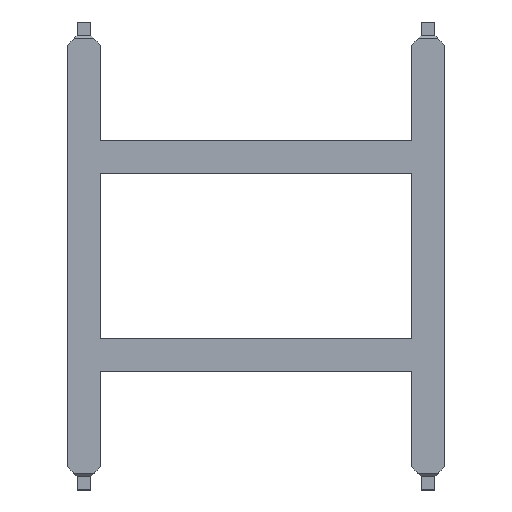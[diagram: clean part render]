
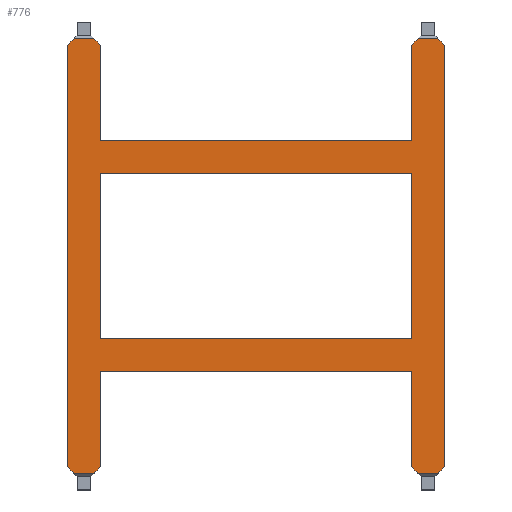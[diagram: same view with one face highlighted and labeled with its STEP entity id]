
A CAD part, top view. The second image highlights one B-rep face of the part: STEP entity #776.
In plain terms, the highlighted planar face has unit normal (0, 0, 1).
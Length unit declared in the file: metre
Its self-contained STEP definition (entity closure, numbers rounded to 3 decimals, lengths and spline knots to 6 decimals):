
#20=ORIENTED_EDGE('',*,*,#244,.F.);
#21=ORIENTED_EDGE('',*,*,#245,.T.);
#22=ORIENTED_EDGE('',*,*,#246,.F.);
#23=ORIENTED_EDGE('',*,*,#247,.T.);
#24=ORIENTED_EDGE('',*,*,#248,.F.);
#25=ORIENTED_EDGE('',*,*,#249,.T.);
#26=ORIENTED_EDGE('',*,*,#250,.F.);
#27=ORIENTED_EDGE('',*,*,#251,.F.);
#28=ORIENTED_EDGE('',*,*,#252,.F.);
#29=ORIENTED_EDGE('',*,*,#253,.T.);
#30=ORIENTED_EDGE('',*,*,#254,.T.);
#31=ORIENTED_EDGE('',*,*,#255,.F.);
#32=ORIENTED_EDGE('',*,*,#256,.T.);
#33=ORIENTED_EDGE('',*,*,#257,.T.);
#34=ORIENTED_EDGE('',*,*,#258,.F.);
#35=ORIENTED_EDGE('',*,*,#259,.T.);
#36=ORIENTED_EDGE('',*,*,#260,.T.);
#37=ORIENTED_EDGE('',*,*,#261,.F.);
#38=ORIENTED_EDGE('',*,*,#262,.F.);
#39=ORIENTED_EDGE('',*,*,#263,.T.);
#40=ORIENTED_EDGE('',*,*,#264,.F.);
#41=ORIENTED_EDGE('',*,*,#265,.F.);
#42=ORIENTED_EDGE('',*,*,#266,.T.);
#43=ORIENTED_EDGE('',*,*,#267,.T.);
#244=EDGE_CURVE('',#356,#357,#428,.T.);
#245=EDGE_CURVE('',#356,#358,#429,.T.);
#246=EDGE_CURVE('',#359,#358,#430,.T.);
#247=EDGE_CURVE('',#359,#357,#431,.T.);
#248=EDGE_CURVE('',#360,#361,#432,.T.);
#249=EDGE_CURVE('',#360,#362,#433,.T.);
#250=EDGE_CURVE('',#363,#362,#434,.T.);
#251=EDGE_CURVE('',#364,#363,#435,.T.);
#252=EDGE_CURVE('',#365,#364,#436,.T.);
#253=EDGE_CURVE('',#365,#366,#437,.T.);
#254=EDGE_CURVE('',#366,#367,#438,.T.);
#255=EDGE_CURVE('',#368,#367,#439,.T.);
#256=EDGE_CURVE('',#368,#369,#440,.T.);
#257=EDGE_CURVE('',#369,#370,#441,.T.);
#258=EDGE_CURVE('',#371,#370,#442,.T.);
#259=EDGE_CURVE('',#371,#372,#443,.T.);
#260=EDGE_CURVE('',#372,#373,#444,.T.);
#261=EDGE_CURVE('',#374,#373,#445,.T.);
#262=EDGE_CURVE('',#375,#374,#446,.T.);
#263=EDGE_CURVE('',#375,#376,#447,.T.);
#264=EDGE_CURVE('',#377,#376,#448,.T.);
#265=EDGE_CURVE('',#378,#377,#449,.T.);
#266=EDGE_CURVE('',#378,#379,#450,.T.);
#267=EDGE_CURVE('',#379,#361,#451,.T.);
#356=VERTEX_POINT('',#1090);
#357=VERTEX_POINT('',#1091);
#358=VERTEX_POINT('',#1093);
#359=VERTEX_POINT('',#1095);
#360=VERTEX_POINT('',#1098);
#361=VERTEX_POINT('',#1099);
#362=VERTEX_POINT('',#1101);
#363=VERTEX_POINT('',#1103);
#364=VERTEX_POINT('',#1105);
#365=VERTEX_POINT('',#1107);
#366=VERTEX_POINT('',#1109);
#367=VERTEX_POINT('',#1111);
#368=VERTEX_POINT('',#1113);
#369=VERTEX_POINT('',#1115);
#370=VERTEX_POINT('',#1117);
#371=VERTEX_POINT('',#1119);
#372=VERTEX_POINT('',#1121);
#373=VERTEX_POINT('',#1123);
#374=VERTEX_POINT('',#1125);
#375=VERTEX_POINT('',#1127);
#376=VERTEX_POINT('',#1129);
#377=VERTEX_POINT('',#1131);
#378=VERTEX_POINT('',#1133);
#379=VERTEX_POINT('',#1135);
#428=LINE('',#1089,#540);
#429=LINE('',#1092,#541);
#430=LINE('',#1094,#542);
#431=LINE('',#1096,#543);
#432=LINE('',#1097,#544);
#433=LINE('',#1100,#545);
#434=LINE('',#1102,#546);
#435=LINE('',#1104,#547);
#436=LINE('',#1106,#548);
#437=LINE('',#1108,#549);
#438=LINE('',#1110,#550);
#439=LINE('',#1112,#551);
#440=LINE('',#1114,#552);
#441=LINE('',#1116,#553);
#442=LINE('',#1118,#554);
#443=LINE('',#1120,#555);
#444=LINE('',#1122,#556);
#445=LINE('',#1124,#557);
#446=LINE('',#1126,#558);
#447=LINE('',#1128,#559);
#448=LINE('',#1130,#560);
#449=LINE('',#1132,#561);
#450=LINE('',#1134,#562);
#451=LINE('',#1136,#563);
#540=VECTOR('',#887,1.);
#541=VECTOR('',#888,1.);
#542=VECTOR('',#889,1.);
#543=VECTOR('',#890,1.);
#544=VECTOR('',#891,1.);
#545=VECTOR('',#892,1.);
#546=VECTOR('',#893,1.);
#547=VECTOR('',#894,1.);
#548=VECTOR('',#895,1.);
#549=VECTOR('',#896,1.);
#550=VECTOR('',#897,1.);
#551=VECTOR('',#898,1.);
#552=VECTOR('',#899,1.);
#553=VECTOR('',#900,1.);
#554=VECTOR('',#901,1.);
#555=VECTOR('',#902,1.);
#556=VECTOR('',#903,1.);
#557=VECTOR('',#904,1.);
#558=VECTOR('',#905,1.);
#559=VECTOR('',#906,1.);
#560=VECTOR('',#907,1.);
#561=VECTOR('',#908,1.);
#562=VECTOR('',#909,1.);
#563=VECTOR('',#910,1.);
#646=EDGE_LOOP('',(#20,#21,#22,#23));
#647=EDGE_LOOP('',(#24,#25,#26,#27,#28,#29,#30,#31,#32,#33,#34,#35,#36,
#37,#38,#39,#40,#41,#42,#43));
#690=FACE_BOUND('',#646,.T.);
#691=FACE_BOUND('',#647,.T.);
#734=PLANE('',#831);
#776=ADVANCED_FACE('',(#690,#691),#734,.T.);
#831=AXIS2_PLACEMENT_3D('',#1088,#885,#886);
#885=DIRECTION('',(0.,0.,1.));
#886=DIRECTION('',(1.,0.,0.));
#887=DIRECTION('',(-1.,0.,0.));
#888=DIRECTION('',(0.,-1.,0.));
#889=DIRECTION('',(1.,0.,0.));
#890=DIRECTION('',(0.,1.,0.));
#891=DIRECTION('',(0.,-1.,0.));
#892=DIRECTION('',(-0.707,0.707,0.));
#893=DIRECTION('',(1.,0.,0.));
#894=DIRECTION('',(0.707,0.707,0.));
#895=DIRECTION('',(0.,1.,0.));
#896=DIRECTION('',(0.707,-0.707,0.));
#897=DIRECTION('',(1.,0.,0.));
#898=DIRECTION('',(-0.707,-0.707,0.));
#899=DIRECTION('',(0.,1.,0.));
#900=DIRECTION('',(1.,0.,0.));
#901=DIRECTION('',(0.,1.,0.));
#902=DIRECTION('',(0.707,-0.707,0.));
#903=DIRECTION('',(1.,0.,0.));
#904=DIRECTION('',(-0.707,-0.707,0.));
#905=DIRECTION('',(0.,-1.,0.));
#906=DIRECTION('',(-0.707,0.707,0.));
#907=DIRECTION('',(1.,0.,0.));
#908=DIRECTION('',(0.707,0.707,0.));
#909=DIRECTION('',(0.,-1.,0.));
#910=DIRECTION('',(-1.,0.,0.));
#1088=CARTESIAN_POINT('',(0.,0.,0.0014));
#1089=CARTESIAN_POINT('',(-0.00565,0.006,0.0014));
#1090=CARTESIAN_POINT('',(0.0113,0.006,0.0014));
#1091=CARTESIAN_POINT('',(-0.0113,0.006,0.0014));
#1092=CARTESIAN_POINT('',(0.0113,0.003,0.0014));
#1093=CARTESIAN_POINT('',(0.0113,-0.006,0.0014));
#1094=CARTESIAN_POINT('',(0.00565,-0.006,0.0014));
#1095=CARTESIAN_POINT('',(-0.0113,-0.006,0.0014));
#1096=CARTESIAN_POINT('',(-0.0113,-0.003,0.0014));
#1097=CARTESIAN_POINT('',(-0.0113,0.0127,0.0014));
#1098=CARTESIAN_POINT('',(-0.0113,0.0153,0.0014));
#1099=CARTESIAN_POINT('',(-0.0113,0.0084,0.0014));
#1100=CARTESIAN_POINT('',(-0.01165,0.01565,0.0014));
#1101=CARTESIAN_POINT('',(-0.0118,0.0158,0.0014));
#1102=CARTESIAN_POINT('',(-0.029999,0.0158,0.0014));
#1103=CARTESIAN_POINT('',(-0.0132,0.0158,0.0014));
#1104=CARTESIAN_POINT('',(-0.01335,0.01565,0.0014));
#1105=CARTESIAN_POINT('',(-0.0137,0.0153,0.0014));
#1106=CARTESIAN_POINT('',(-0.0137,0.0085,0.0014));
#1107=CARTESIAN_POINT('',(-0.0137,-0.0153,0.0014));
#1108=CARTESIAN_POINT('',(-0.01335,-0.01565,0.0014));
#1109=CARTESIAN_POINT('',(-0.0132,-0.0158,0.0014));
#1110=CARTESIAN_POINT('',(-0.029999,-0.0158,0.0014));
#1111=CARTESIAN_POINT('',(-0.0118,-0.0158,0.0014));
#1112=CARTESIAN_POINT('',(-0.01165,-0.01565,0.0014));
#1113=CARTESIAN_POINT('',(-0.0113,-0.0153,0.0014));
#1114=CARTESIAN_POINT('',(-0.0113,-0.0127,0.0014));
#1115=CARTESIAN_POINT('',(-0.0113,-0.0084,0.0014));
#1116=CARTESIAN_POINT('',(-0.00565,-0.0084,0.0014));
#1117=CARTESIAN_POINT('',(0.0113,-0.0084,0.0014));
#1118=CARTESIAN_POINT('',(0.0113,-0.0127,0.0014));
#1119=CARTESIAN_POINT('',(0.0113,-0.0153,0.0014));
#1120=CARTESIAN_POINT('',(0.01165,-0.01565,0.0014));
#1121=CARTESIAN_POINT('',(0.0118,-0.0158,0.0014));
#1122=CARTESIAN_POINT('',(-0.029999,-0.0158,0.0014));
#1123=CARTESIAN_POINT('',(0.0132,-0.0158,0.0014));
#1124=CARTESIAN_POINT('',(0.01335,-0.01565,0.0014));
#1125=CARTESIAN_POINT('',(0.0137,-0.0153,0.0014));
#1126=CARTESIAN_POINT('',(0.0137,-0.0085,0.0014));
#1127=CARTESIAN_POINT('',(0.0137,0.0153,0.0014));
#1128=CARTESIAN_POINT('',(0.01335,0.01565,0.0014));
#1129=CARTESIAN_POINT('',(0.0132,0.0158,0.0014));
#1130=CARTESIAN_POINT('',(-0.029999,0.0158,0.0014));
#1131=CARTESIAN_POINT('',(0.0118,0.0158,0.0014));
#1132=CARTESIAN_POINT('',(0.01165,0.01565,0.0014));
#1133=CARTESIAN_POINT('',(0.0113,0.0153,0.0014));
#1134=CARTESIAN_POINT('',(0.0113,0.0127,0.0014));
#1135=CARTESIAN_POINT('',(0.0113,0.0084,0.0014));
#1136=CARTESIAN_POINT('',(0.00565,0.0084,0.0014));
